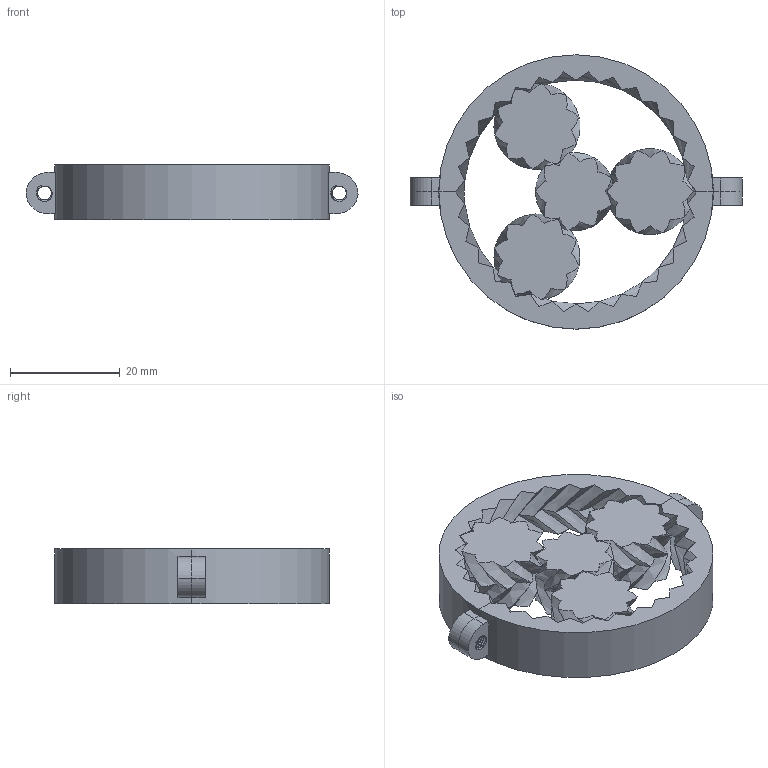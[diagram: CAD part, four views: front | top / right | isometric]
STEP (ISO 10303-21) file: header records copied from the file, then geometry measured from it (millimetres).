
FILE_DESCRIPTION(/* description */ (''),/* implementation_level */ '2;1');
FILE_NAME(/* name */ 'planetry gear v2 v4.step',/* time_stamp */ '2020-12-14T01:19:11+03:00',/* author */ (''),/* organization */ (''),/* preprocessor_version */ 'ST-DEVELOPER v18.1',/* originating_system */ 'Autodesk Translation Framework v9.7.1.1290',/* authorisation */ '');
FILE_SCHEMA (('AUTOMOTIVE_DESIGN { 1 0 10303 214 3 1 1 }'));
Length unit declared in the file: millimetre
Products named in the file (4): planetry gear v2; Component2; Healical Gear (10R@45.00) (1); Healical Gear (9L@45.00)
Assembly tree (3 placements, depth 2):
  planetry gear v2
    Component2
    Healical Gear (10R@45.00) (1)
    Healical Gear (9L@45.00)
Bounding box: 60.5 x 50 x 10.13 mm (x, y, z)
Volume: 11759.4 mm3; surface area: 8791.9 mm2
Topology: 6 solids, 6 shells, 384 faces, 978 edges, 606 vertices
Faces by surface type: bspline 298, cylinder 58, plane 28
Full cylindrical faces by diameter (mm): 2.529 x12, 3.086 x4
Entity records: 41051 total; most frequent: CARTESIAN_POINT 34844, ORIENTED_EDGE 1956, EDGE_CURVE 978, VERTEX_POINT 606, EDGE_LOOP 392, FACE_OUTER_BOUND 384, ADVANCED_FACE 384, DIRECTION 362
